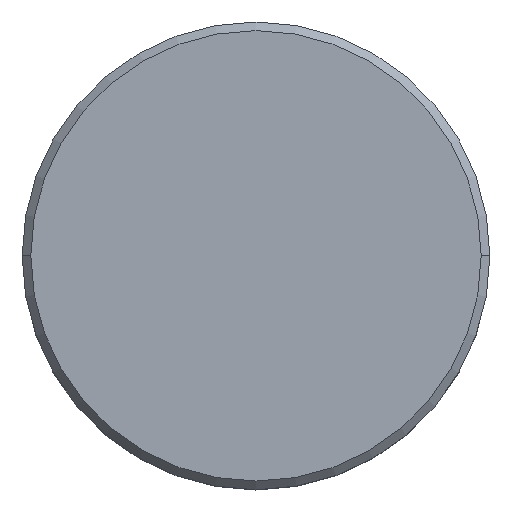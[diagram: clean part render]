
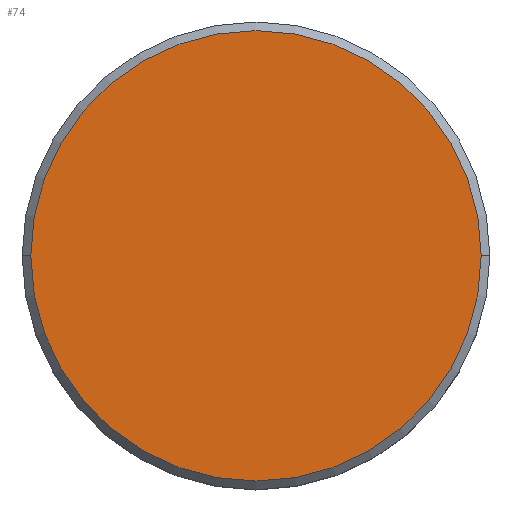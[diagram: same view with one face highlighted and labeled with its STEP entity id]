
A CAD part, top view. The second image highlights one B-rep face of the part: STEP entity #74.
In plain terms, the highlighted planar face has unit normal (0, 0, 1).
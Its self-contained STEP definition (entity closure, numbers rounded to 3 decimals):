
#12 = CARTESIAN_POINT ( 'NONE',  ( 0., 0., 0. ) ) ;
#33 = CIRCLE ( 'NONE', #316, 13. ) ;
#40 = DIRECTION ( 'NONE',  ( 0., 0., 1. ) ) ;
#54 = CARTESIAN_POINT ( 'NONE',  ( 13., 0., 0. ) ) ;
#69 = AXIS2_PLACEMENT_3D ( 'NONE', #281, #234, #539 ) ;
#74 = ADVANCED_FACE ( 'NONE', ( #87 ), #142, .T. ) ;
#79 = AXIS2_PLACEMENT_3D ( 'NONE', #321, #40, #104 ) ;
#87 = FACE_OUTER_BOUND ( 'NONE', #294, .T. ) ;
#104 = DIRECTION ( 'NONE',  ( 1., 0., 0. ) ) ;
#142 = PLANE ( 'NONE',  #69 ) ;
#191 = CARTESIAN_POINT ( 'NONE',  ( -13., 0., 0. ) ) ;
#204 = EDGE_CURVE ( 'NONE', #217, #510, #33, .T. ) ;
#217 = VERTEX_POINT ( 'NONE', #54 ) ;
#234 = DIRECTION ( 'NONE',  ( 0., 0., 1. ) ) ;
#242 = ORIENTED_EDGE ( 'NONE', *, *, #592, .T. ) ;
#281 = CARTESIAN_POINT ( 'NONE',  ( 0., 0., 0. ) ) ;
#294 = EDGE_LOOP ( 'NONE', ( #242, #331 ) ) ;
#316 = AXIS2_PLACEMENT_3D ( 'NONE', #12, #380, #429 ) ;
#321 = CARTESIAN_POINT ( 'NONE',  ( 0., 0., 0. ) ) ;
#331 = ORIENTED_EDGE ( 'NONE', *, *, #204, .T. ) ;
#350 = CIRCLE ( 'NONE', #79, 13. ) ;
#380 = DIRECTION ( 'NONE',  ( 0., 0., 1. ) ) ;
#429 = DIRECTION ( 'NONE',  ( 1., 0., 0. ) ) ;
#510 = VERTEX_POINT ( 'NONE', #191 ) ;
#539 = DIRECTION ( 'NONE',  ( 1., 0., 0. ) ) ;
#592 = EDGE_CURVE ( 'NONE', #510, #217, #350, .T. ) ;
